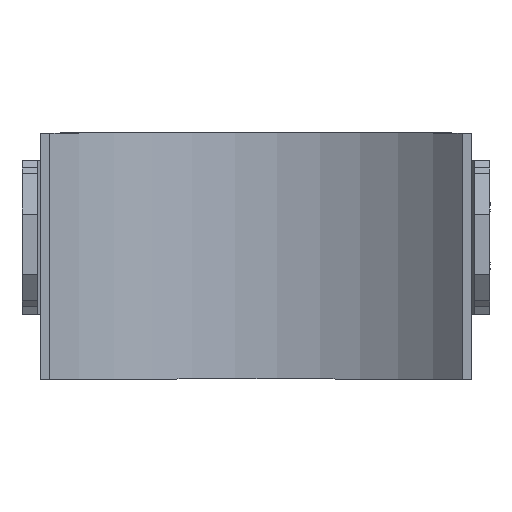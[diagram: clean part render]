
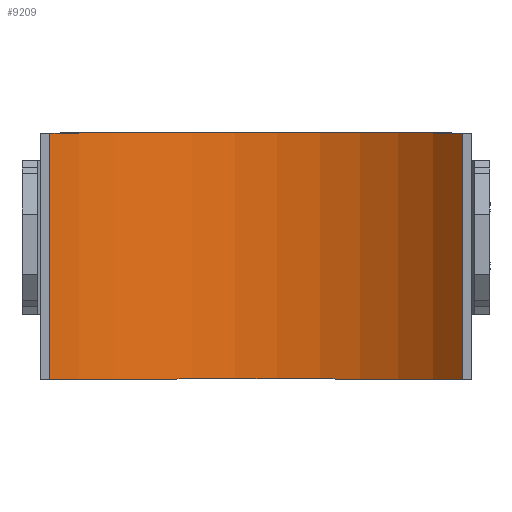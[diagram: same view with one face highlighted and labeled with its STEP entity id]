
A CAD part, front view. The second image highlights one B-rep face of the part: STEP entity #9209.
In plain terms, the highlighted cylindrical face has radius 43 mm (diameter 86 mm), a partial arc.
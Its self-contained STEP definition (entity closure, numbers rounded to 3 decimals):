
#115 = CYLINDRICAL_SURFACE ( 'NONE', #5278, 43. ) ;
#1008 = DIRECTION ( 'NONE',  ( -1., 0., 0. ) ) ;
#1016 = DIRECTION ( 'NONE',  ( 0., 0., -1. ) ) ;
#1373 = VERTEX_POINT ( 'NONE', #1401 ) ;
#1377 = EDGE_LOOP ( 'NONE', ( #10569, #5704, #7784, #4976 ) ) ;
#1396 = DIRECTION ( 'NONE',  ( 0., 0., -1. ) ) ;
#1401 = CARTESIAN_POINT ( 'NONE',  ( -33.466, -16., 20. ) ) ;
#1598 = CARTESIAN_POINT ( 'NONE',  ( 33.466, -16., -20. ) ) ;
#3020 = DIRECTION ( 'NONE',  ( 1., 0., 0. ) ) ;
#4126 = CARTESIAN_POINT ( 'NONE',  ( 0., -43., -20. ) ) ;
#4386 = VERTEX_POINT ( 'NONE', #8969 ) ;
#4450 = EDGE_CURVE ( 'NONE', #1373, #8354, #9408, .T. ) ;
#4927 = CARTESIAN_POINT ( 'NONE',  ( 33.466, -16., 20. ) ) ;
#4976 = ORIENTED_EDGE ( 'NONE', *, *, #4450, .T. ) ;
#5278 = AXIS2_PLACEMENT_3D ( 'NONE', #7331, #9187, #1008 ) ;
#5303 = CARTESIAN_POINT ( 'NONE',  ( -33.466, -16., 20. ) ) ;
#5463 = VECTOR ( 'NONE', #1016, 1000. ) ;
#5682 = VECTOR ( 'NONE', #9766, 1000. ) ;
#5704 = ORIENTED_EDGE ( 'NONE', *, *, #6175, .F. ) ;
#5844 = DIRECTION ( 'NONE',  ( 1., 0., 0. ) ) ;
#5970 = CIRCLE ( 'NONE', #8014, 43. ) ;
#6175 = EDGE_CURVE ( 'NONE', #4386, #8210, #8161, .T. ) ;
#6740 = FACE_OUTER_BOUND ( 'NONE', #1377, .T. ) ;
#6893 = EDGE_CURVE ( 'NONE', #1373, #4386, #7225, .T. ) ;
#7225 = CIRCLE ( 'NONE', #10157, 43. ) ;
#7331 = CARTESIAN_POINT ( 'NONE',  ( 0., -43., 20. ) ) ;
#7784 = ORIENTED_EDGE ( 'NONE', *, *, #6893, .F. ) ;
#7806 = CARTESIAN_POINT ( 'NONE',  ( 0., -43., 20. ) ) ;
#8014 = AXIS2_PLACEMENT_3D ( 'NONE', #4126, #10054, #5844 ) ;
#8161 = LINE ( 'NONE', #4927, #5682 ) ;
#8210 = VERTEX_POINT ( 'NONE', #1598 ) ;
#8354 = VERTEX_POINT ( 'NONE', #8385 ) ;
#8385 = CARTESIAN_POINT ( 'NONE',  ( -33.466, -16., -20. ) ) ;
#8969 = CARTESIAN_POINT ( 'NONE',  ( 33.466, -16., 20. ) ) ;
#9187 = DIRECTION ( 'NONE',  ( 0., 0., -1. ) ) ;
#9209 = ADVANCED_FACE ( 'NONE', ( #6740 ), #115, .F. ) ;
#9408 = LINE ( 'NONE', #5303, #5463 ) ;
#9766 = DIRECTION ( 'NONE',  ( 0., 0., -1. ) ) ;
#10045 = EDGE_CURVE ( 'NONE', #8354, #8210, #5970, .T. ) ;
#10054 = DIRECTION ( 'NONE',  ( 0., 0., -1. ) ) ;
#10157 = AXIS2_PLACEMENT_3D ( 'NONE', #7806, #1396, #3020 ) ;
#10569 = ORIENTED_EDGE ( 'NONE', *, *, #10045, .T. ) ;
